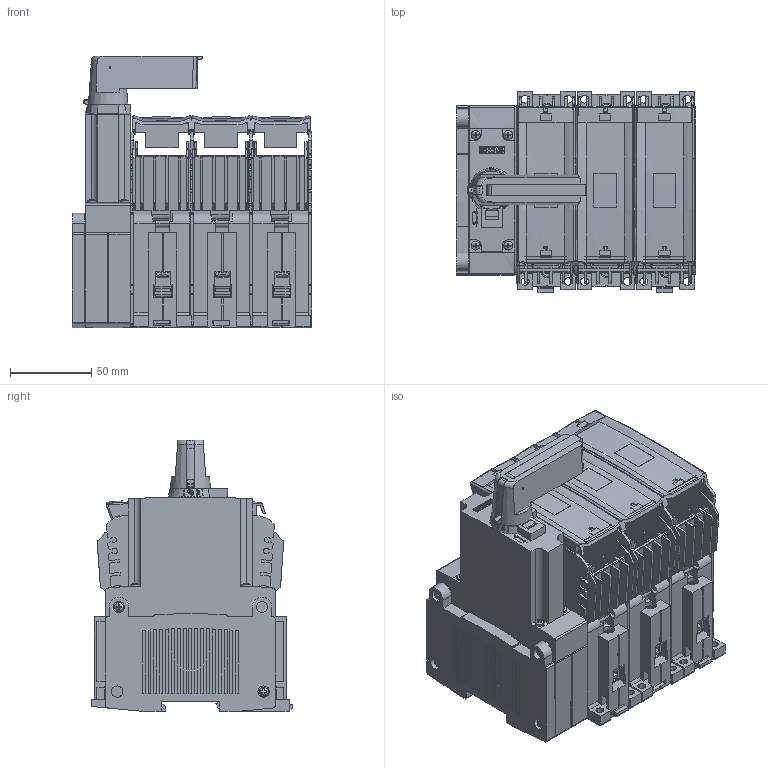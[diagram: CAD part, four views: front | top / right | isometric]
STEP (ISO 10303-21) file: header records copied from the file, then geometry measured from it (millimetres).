
FILE_DESCRIPTION(('STEP AP214'),'1');
FILE_NAME('cctmp_F8C6AE5B-FD98-4A63-B441-0D728AFA3513_2023_10_04_12_17_07_0866..stp','2023-10-04T10:17:11',('SIEMENS A&D'),('CADClick - www.CADClick.com'),'Spatial InterOp 3D',' ','unknown authorization');
FILE_SCHEMA(('AUTOMOTIVE_DESIGN'));
Length unit declared in the file: millimetre
Products named in the file (1): 1
Bounding box: 147.55 x 123.9 x 167.18 mm (x, y, z)
Volume: 1146936.6 mm3; surface area: 382653.6 mm2
Topology: 13 solids, 26 shells, 5083 faces, 14485 edges, 9525 vertices
Faces by surface type: plane 3561, cylinder 1385, torus 65, cone 30, sphere 22, revolution 15, bspline 4, extrusion 1
Entity records: 210340 total; most frequent: CARTESIAN_POINT 34330, ORIENTED_EDGE 28966, DIRECTION 27547, EDGE_CURVE 14483, VECTOR 10562, LINE 10561, VERTEX_POINT 9537, AXIS2_PLACEMENT_3D 8485
